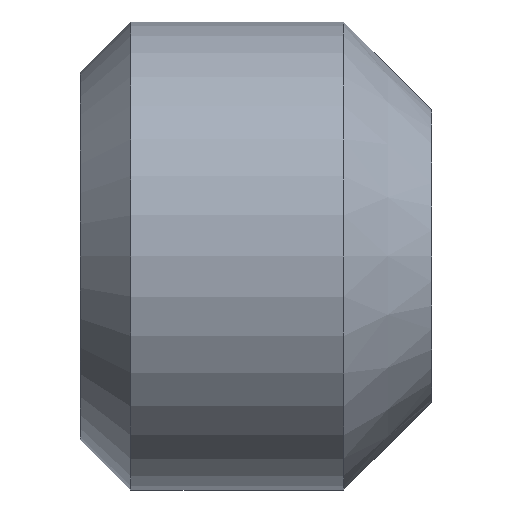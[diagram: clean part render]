
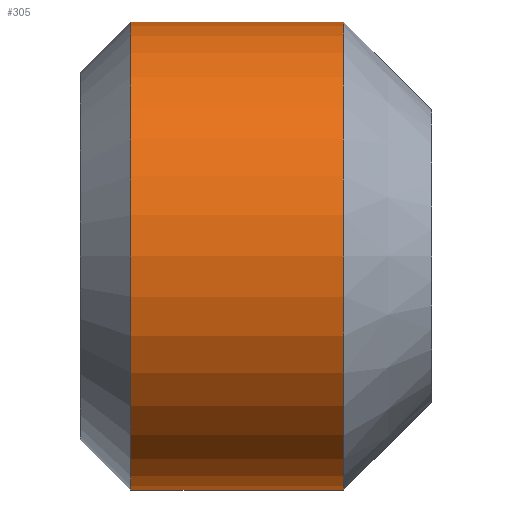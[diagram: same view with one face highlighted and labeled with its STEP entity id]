
A CAD part, front view. The second image highlights one B-rep face of the part: STEP entity #305.
In plain terms, the highlighted cylindrical face has radius 2 mm (diameter 4 mm), a partial arc.
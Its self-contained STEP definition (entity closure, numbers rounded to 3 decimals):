
#1 = VERTEX_POINT ( 'NONE', #438 ) ;
#14 = DIRECTION ( 'NONE',  ( 0., 0., -1. ) ) ;
#26 = EDGE_CURVE ( 'NONE', #1, #393, #141, .T. ) ;
#27 = VERTEX_POINT ( 'NONE', #157 ) ;
#40 = DIRECTION ( 'NONE',  ( 0., 1., 0. ) ) ;
#44 = AXIS2_PLACEMENT_3D ( 'NONE', #152, #586, #14 ) ;
#46 = CYLINDRICAL_SURFACE ( 'NONE', #117, 2. ) ;
#55 = EDGE_LOOP ( 'NONE', ( #332, #367, #268, #306 ) ) ;
#64 = EDGE_CURVE ( 'NONE', #1, #452, #440, .T. ) ;
#101 = DIRECTION ( 'NONE',  ( 1., 0., 0. ) ) ;
#117 = AXIS2_PLACEMENT_3D ( 'NONE', #411, #578, #40 ) ;
#141 = CIRCLE ( 'NONE', #44, 2. ) ;
#147 = CARTESIAN_POINT ( 'NONE',  ( -0.75, 0., 2. ) ) ;
#152 = CARTESIAN_POINT ( 'NONE',  ( -2.571, 0., 0. ) ) ;
#157 = CARTESIAN_POINT ( 'NONE',  ( -0.75, 0., -2. ) ) ;
#183 = AXIS2_PLACEMENT_3D ( 'NONE', #564, #407, #362 ) ;
#249 = CARTESIAN_POINT ( 'NONE',  ( -2.571, 0., -2. ) ) ;
#268 = ORIENTED_EDGE ( 'NONE', *, *, #512, .T. ) ;
#301 = VECTOR ( 'NONE', #394, 1000. ) ;
#305 = ADVANCED_FACE ( 'NONE', ( #423 ), #46, .T. ) ;
#306 = ORIENTED_EDGE ( 'NONE', *, *, #556, .F. ) ;
#332 = ORIENTED_EDGE ( 'NONE', *, *, #64, .F. ) ;
#345 = CARTESIAN_POINT ( 'NONE',  ( -2.571, 0., 2. ) ) ;
#362 = DIRECTION ( 'NONE',  ( 0., 0., -1. ) ) ;
#367 = ORIENTED_EDGE ( 'NONE', *, *, #26, .T. ) ;
#393 = VERTEX_POINT ( 'NONE', #249 ) ;
#394 = DIRECTION ( 'NONE',  ( 1., 0., 0. ) ) ;
#407 = DIRECTION ( 'NONE',  ( 1., 0., 0. ) ) ;
#411 = CARTESIAN_POINT ( 'NONE',  ( 0., 0., 0. ) ) ;
#423 = FACE_OUTER_BOUND ( 'NONE', #55, .T. ) ;
#438 = CARTESIAN_POINT ( 'NONE',  ( -2.571, 0., 2. ) ) ;
#440 = LINE ( 'NONE', #345, #301 ) ;
#448 = CIRCLE ( 'NONE', #183, 2. ) ;
#452 = VERTEX_POINT ( 'NONE', #147 ) ;
#497 = CARTESIAN_POINT ( 'NONE',  ( -2.57, 0., -2. ) ) ;
#503 = VECTOR ( 'NONE', #101, 1000. ) ;
#512 = EDGE_CURVE ( 'NONE', #393, #27, #531, .T. ) ;
#531 = LINE ( 'NONE', #497, #503 ) ;
#556 = EDGE_CURVE ( 'NONE', #452, #27, #448, .T. ) ;
#564 = CARTESIAN_POINT ( 'NONE',  ( -0.75, 0., 0. ) ) ;
#578 = DIRECTION ( 'NONE',  ( 1., 0., 0. ) ) ;
#586 = DIRECTION ( 'NONE',  ( 1., 0., 0. ) ) ;
